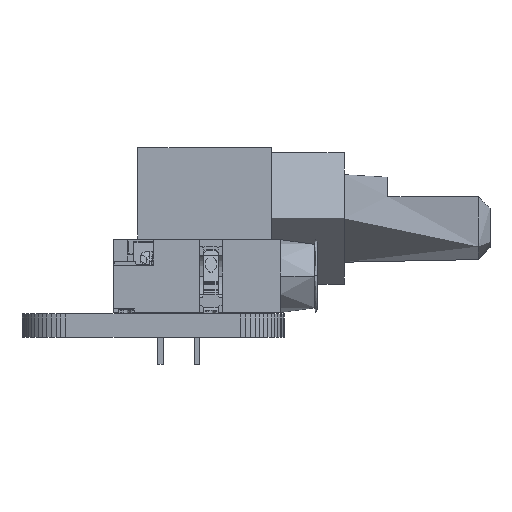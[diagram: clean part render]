
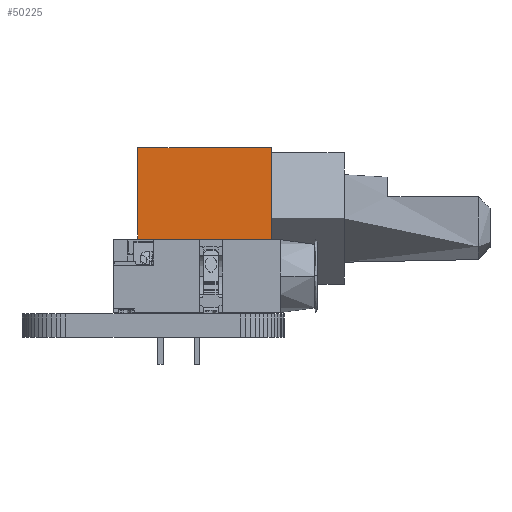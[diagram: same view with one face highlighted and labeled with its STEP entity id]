
A CAD part, left-side view. The second image highlights one B-rep face of the part: STEP entity #50225.
In plain terms, the highlighted face is planar.
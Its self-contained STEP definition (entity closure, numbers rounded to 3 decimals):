
#50225 = ADVANCED_FACE('',(#50226),#50240,.T.);
#50226 = FACE_BOUND('',#50227,.T.);
#50227 = EDGE_LOOP('',(#50228,#50263,#50291,#50319));
#50228 = ORIENTED_EDGE('',*,*,#50229,.T.);
#50229 = EDGE_CURVE('',#50230,#50232,#50234,.T.);
#50230 = VERTEX_POINT('',#50231);
#50231 = CARTESIAN_POINT('',(-5.1,2.85,0.));
#50232 = VERTEX_POINT('',#50233);
#50233 = CARTESIAN_POINT('',(-5.1,2.85,11.35));
#50234 = SURFACE_CURVE('',#50235,(#50239,#50251),.PCURVE_S1.);
#50235 = LINE('',#50236,#50237);
#50236 = CARTESIAN_POINT('',(-5.1,2.85,0.));
#50237 = VECTOR('',#50238,1.);
#50238 = DIRECTION('',(0.,0.,1.));
#50239 = PCURVE('',#50240,#50245);
#50240 = PLANE('',#50241);
#50241 = AXIS2_PLACEMENT_3D('',#50242,#50243,#50244);
#50242 = CARTESIAN_POINT('',(-5.1,2.85,0.));
#50243 = DIRECTION('',(0.,1.,0.));
#50244 = DIRECTION('',(1.,0.,0.));
#50245 = DEFINITIONAL_REPRESENTATION('',(#50246),#50250);
#50246 = LINE('',#50247,#50248);
#50247 = CARTESIAN_POINT('',(0.,0.));
#50248 = VECTOR('',#50249,1.);
#50249 = DIRECTION('',(0.,-1.));
#50250 = ( GEOMETRIC_REPRESENTATION_CONTEXT(2) 
PARAMETRIC_REPRESENTATION_CONTEXT() REPRESENTATION_CONTEXT('2D SPACE',''
  ) );
#50251 = PCURVE('',#50252,#50257);
#50252 = PLANE('',#50253);
#50253 = AXIS2_PLACEMENT_3D('',#50254,#50255,#50256);
#50254 = CARTESIAN_POINT('',(-5.1,-7.85,0.));
#50255 = DIRECTION('',(-1.,0.,0.));
#50256 = DIRECTION('',(0.,1.,0.));
#50257 = DEFINITIONAL_REPRESENTATION('',(#50258),#50262);
#50258 = LINE('',#50259,#50260);
#50259 = CARTESIAN_POINT('',(10.7,0.));
#50260 = VECTOR('',#50261,1.);
#50261 = DIRECTION('',(0.,-1.));
#50262 = ( GEOMETRIC_REPRESENTATION_CONTEXT(2) 
PARAMETRIC_REPRESENTATION_CONTEXT() REPRESENTATION_CONTEXT('2D SPACE',''
  ) );
#50263 = ORIENTED_EDGE('',*,*,#50264,.T.);
#50264 = EDGE_CURVE('',#50232,#50265,#50267,.T.);
#50265 = VERTEX_POINT('',#50266);
#50266 = CARTESIAN_POINT('',(4.05,2.85,11.35));
#50267 = SURFACE_CURVE('',#50268,(#50272,#50279),.PCURVE_S1.);
#50268 = LINE('',#50269,#50270);
#50269 = CARTESIAN_POINT('',(-5.1,2.85,11.35));
#50270 = VECTOR('',#50271,1.);
#50271 = DIRECTION('',(1.,0.,0.));
#50272 = PCURVE('',#50240,#50273);
#50273 = DEFINITIONAL_REPRESENTATION('',(#50274),#50278);
#50274 = LINE('',#50275,#50276);
#50275 = CARTESIAN_POINT('',(0.,-11.35));
#50276 = VECTOR('',#50277,1.);
#50277 = DIRECTION('',(1.,0.));
#50278 = ( GEOMETRIC_REPRESENTATION_CONTEXT(2) 
PARAMETRIC_REPRESENTATION_CONTEXT() REPRESENTATION_CONTEXT('2D SPACE',''
  ) );
#50279 = PCURVE('',#50280,#50285);
#50280 = PLANE('',#50281);
#50281 = AXIS2_PLACEMENT_3D('',#50282,#50283,#50284);
#50282 = CARTESIAN_POINT('',(-0.525,-2.5,11.35));
#50283 = DIRECTION('',(0.,0.,1.));
#50284 = DIRECTION('',(1.,0.,-0.));
#50285 = DEFINITIONAL_REPRESENTATION('',(#50286),#50290);
#50286 = LINE('',#50287,#50288);
#50287 = CARTESIAN_POINT('',(-4.575,5.35));
#50288 = VECTOR('',#50289,1.);
#50289 = DIRECTION('',(1.,0.));
#50290 = ( GEOMETRIC_REPRESENTATION_CONTEXT(2) 
PARAMETRIC_REPRESENTATION_CONTEXT() REPRESENTATION_CONTEXT('2D SPACE',''
  ) );
#50291 = ORIENTED_EDGE('',*,*,#50292,.F.);
#50292 = EDGE_CURVE('',#50293,#50265,#50295,.T.);
#50293 = VERTEX_POINT('',#50294);
#50294 = CARTESIAN_POINT('',(4.05,2.85,0.));
#50295 = SURFACE_CURVE('',#50296,(#50300,#50307),.PCURVE_S1.);
#50296 = LINE('',#50297,#50298);
#50297 = CARTESIAN_POINT('',(4.05,2.85,0.));
#50298 = VECTOR('',#50299,1.);
#50299 = DIRECTION('',(0.,0.,1.));
#50300 = PCURVE('',#50240,#50301);
#50301 = DEFINITIONAL_REPRESENTATION('',(#50302),#50306);
#50302 = LINE('',#50303,#50304);
#50303 = CARTESIAN_POINT('',(9.15,0.));
#50304 = VECTOR('',#50305,1.);
#50305 = DIRECTION('',(0.,-1.));
#50306 = ( GEOMETRIC_REPRESENTATION_CONTEXT(2) 
PARAMETRIC_REPRESENTATION_CONTEXT() REPRESENTATION_CONTEXT('2D SPACE',''
  ) );
#50307 = PCURVE('',#50308,#50313);
#50308 = PLANE('',#50309);
#50309 = AXIS2_PLACEMENT_3D('',#50310,#50311,#50312);
#50310 = CARTESIAN_POINT('',(4.05,2.85,0.));
#50311 = DIRECTION('',(1.,0.,0.));
#50312 = DIRECTION('',(0.,-1.,0.));
#50313 = DEFINITIONAL_REPRESENTATION('',(#50314),#50318);
#50314 = LINE('',#50315,#50316);
#50315 = CARTESIAN_POINT('',(0.,0.));
#50316 = VECTOR('',#50317,1.);
#50317 = DIRECTION('',(0.,-1.));
#50318 = ( GEOMETRIC_REPRESENTATION_CONTEXT(2) 
PARAMETRIC_REPRESENTATION_CONTEXT() REPRESENTATION_CONTEXT('2D SPACE',''
  ) );
#50319 = ORIENTED_EDGE('',*,*,#50320,.F.);
#50320 = EDGE_CURVE('',#50230,#50293,#50321,.T.);
#50321 = SURFACE_CURVE('',#50322,(#50326,#50333),.PCURVE_S1.);
#50322 = LINE('',#50323,#50324);
#50323 = CARTESIAN_POINT('',(-5.1,2.85,0.));
#50324 = VECTOR('',#50325,1.);
#50325 = DIRECTION('',(1.,0.,0.));
#50326 = PCURVE('',#50240,#50327);
#50327 = DEFINITIONAL_REPRESENTATION('',(#50328),#50332);
#50328 = LINE('',#50329,#50330);
#50329 = CARTESIAN_POINT('',(0.,0.));
#50330 = VECTOR('',#50331,1.);
#50331 = DIRECTION('',(1.,0.));
#50332 = ( GEOMETRIC_REPRESENTATION_CONTEXT(2) 
PARAMETRIC_REPRESENTATION_CONTEXT() REPRESENTATION_CONTEXT('2D SPACE',''
  ) );
#50333 = PCURVE('',#50334,#50339);
#50334 = PLANE('',#50335);
#50335 = AXIS2_PLACEMENT_3D('',#50336,#50337,#50338);
#50336 = CARTESIAN_POINT('',(-0.525,-2.5,0.));
#50337 = DIRECTION('',(0.,0.,1.));
#50338 = DIRECTION('',(1.,0.,-0.));
#50339 = DEFINITIONAL_REPRESENTATION('',(#50340),#50344);
#50340 = LINE('',#50341,#50342);
#50341 = CARTESIAN_POINT('',(-4.575,5.35));
#50342 = VECTOR('',#50343,1.);
#50343 = DIRECTION('',(1.,0.));
#50344 = ( GEOMETRIC_REPRESENTATION_CONTEXT(2) 
PARAMETRIC_REPRESENTATION_CONTEXT() REPRESENTATION_CONTEXT('2D SPACE',''
  ) );
